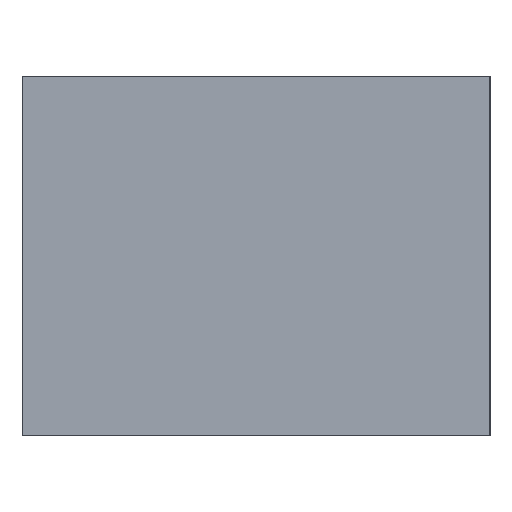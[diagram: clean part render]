
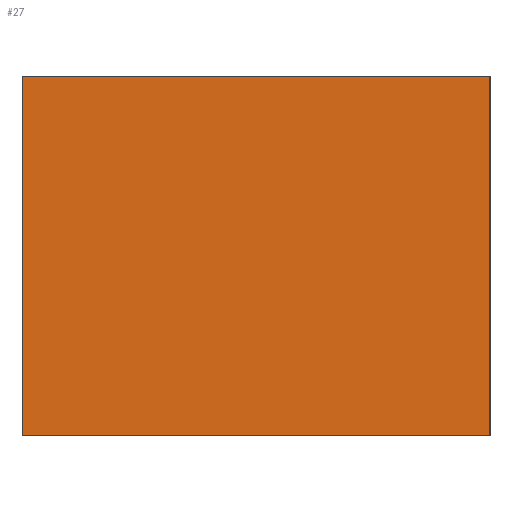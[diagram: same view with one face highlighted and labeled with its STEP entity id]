
A CAD part, left-side view. The second image highlights one B-rep face of the part: STEP entity #27.
In plain terms, the highlighted planar face has unit normal (-1, 0, 0).
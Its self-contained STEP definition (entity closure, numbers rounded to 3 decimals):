
#12 = ORIENTED_EDGE ( 'NONE', *, *, #144, .F. ) ;
#27 = ADVANCED_FACE ( 'NONE', ( #1102 ), #1103, .F. ) ;
#41 = EDGE_CURVE ( 'NONE', #675, #1030, #1125, .T. ) ;
#45 = VERTEX_POINT ( 'NONE', #1142 ) ;
#58 = EDGE_LOOP ( 'NONE', ( #716, #12, #500, #758 ) ) ;
#128 = LINE ( 'NONE', #129, #130 ) ;
#129 = CARTESIAN_POINT ( 'NONE',  ( -36., 14., 10.75 ) ) ;
#130 = VECTOR ( 'NONE', #131, 1000. ) ;
#131 = DIRECTION ( 'NONE',  ( 0., -1., 0. ) ) ;
#144 = EDGE_CURVE ( 'NONE', #45, #146, #1462, .T. ) ;
#146 = VERTEX_POINT ( 'NONE', #1473 ) ;
#147 = LINE ( 'NONE', #148, #149 ) ;
#148 = CARTESIAN_POINT ( 'NONE',  ( -36., 14., -10.75 ) ) ;
#149 = VECTOR ( 'NONE', #150, 1000. ) ;
#150 = DIRECTION ( 'NONE',  ( 0., -1., 0. ) ) ;
#388 = CARTESIAN_POINT ( 'NONE',  ( -36., 14., 10.75 ) ) ;
#500 = ORIENTED_EDGE ( 'NONE', *, *, #719, .F. ) ;
#675 = VERTEX_POINT ( 'NONE', #388 ) ;
#716 = ORIENTED_EDGE ( 'NONE', *, *, #1005, .T. ) ;
#719 = EDGE_CURVE ( 'NONE', #675, #45, #128, .T. ) ;
#758 = ORIENTED_EDGE ( 'NONE', *, *, #41, .T. ) ;
#1005 = EDGE_CURVE ( 'NONE', #1030, #146, #147, .T. ) ;
#1030 = VERTEX_POINT ( 'NONE', #1045 ) ;
#1045 = CARTESIAN_POINT ( 'NONE',  ( -36., 14., -10.75 ) ) ;
#1102 = FACE_OUTER_BOUND ( 'NONE', #58, .T. ) ;
#1103 = PLANE ( 'NONE',  #1104 ) ;
#1104 = AXIS2_PLACEMENT_3D ( 'NONE', #1105, #1106, #1107 ) ;
#1105 = CARTESIAN_POINT ( 'NONE',  ( -36., 14., 10.75 ) ) ;
#1106 = DIRECTION ( 'NONE',  ( 1., 0., 0. ) ) ;
#1107 = DIRECTION ( 'NONE',  ( 0., 0., -1. ) ) ;
#1125 = LINE ( 'NONE', #1126, #1127 ) ;
#1126 = CARTESIAN_POINT ( 'NONE',  ( -36., 14., 10.75 ) ) ;
#1127 = VECTOR ( 'NONE', #1128, 1000. ) ;
#1128 = DIRECTION ( 'NONE',  ( 0., 0., -1. ) ) ;
#1142 = CARTESIAN_POINT ( 'NONE',  ( -36., -14., 10.75 ) ) ;
#1462 = LINE ( 'NONE', #1463, #1464 ) ;
#1463 = CARTESIAN_POINT ( 'NONE',  ( -36., -14., 10.75 ) ) ;
#1464 = VECTOR ( 'NONE', #1465, 1000. ) ;
#1465 = DIRECTION ( 'NONE',  ( 0., 0., -1. ) ) ;
#1473 = CARTESIAN_POINT ( 'NONE',  ( -36., -14., -10.75 ) ) ;
